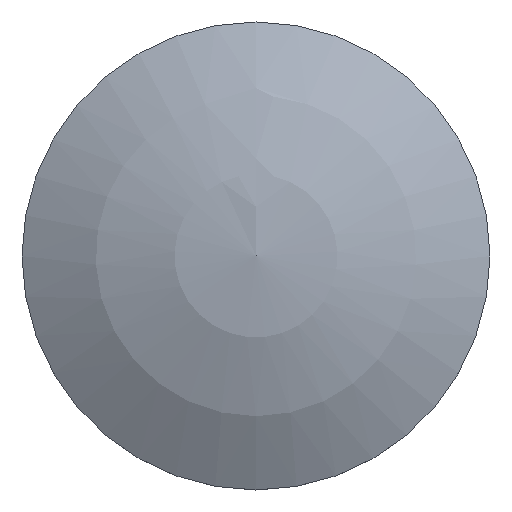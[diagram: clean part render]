
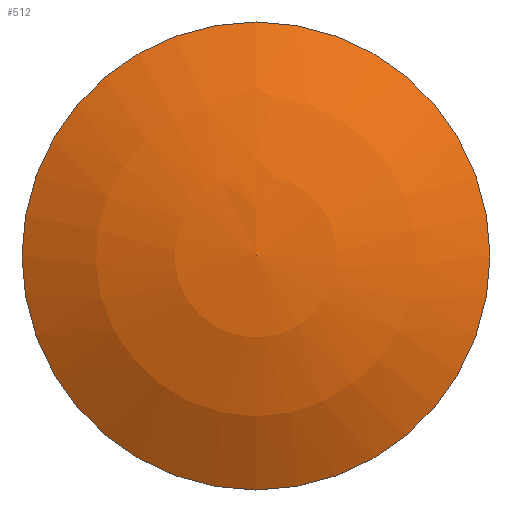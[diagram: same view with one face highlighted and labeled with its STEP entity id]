
A CAD part, top view. The second image highlights one B-rep face of the part: STEP entity #512.
In plain terms, the highlighted spherical face has radius 179.085 mm.
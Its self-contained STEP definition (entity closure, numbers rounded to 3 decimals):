
#512=ADVANCED_FACE('',(#590),#591,.T.);
#590=FACE_OUTER_BOUND('',#738,.T.);
#591=SPHERICAL_SURFACE('',#739,179.085);
#738=EDGE_LOOP('',(#916,#917));
#739=AXIS2_PLACEMENT_3D('',#918,#919,#920);
#916=ORIENTED_EDGE('',*,*,#1184,.F.);
#917=ORIENTED_EDGE('',*,*,#1185,.F.);
#918=CARTESIAN_POINT('',(0.0,0.0,-150.092));
#919=DIRECTION('',(0.0,0.0,1.0));
#920=DIRECTION('',(0.0,1.0,0.0));
#1184=EDGE_CURVE('',#1266,#1267,#1268,.T.);
#1185=EDGE_CURVE('',#1267,#1266,#1269,.T.);
#1266=VERTEX_POINT('',#1402);
#1267=VERTEX_POINT('',#1403);
#1268=CIRCLE('',#1404,92.197);
#1269=CIRCLE('',#1405,92.197);
#1402=CARTESIAN_POINT('',(0.,-92.197,3.438));
#1403=CARTESIAN_POINT('',(0.0,92.197,3.438));
#1404=AXIS2_PLACEMENT_3D('',#1552,#1553,#1554);
#1405=AXIS2_PLACEMENT_3D('',#1555,#1556,#1557);
#1552=CARTESIAN_POINT('',(0.0,0.0,3.438));
#1553=DIRECTION('',(0.0,0.0,-1.0));
#1554=DIRECTION('',(0.0,1.0,0.0));
#1555=CARTESIAN_POINT('',(0.0,0.0,3.438));
#1556=DIRECTION('',(0.0,0.0,-1.0));
#1557=DIRECTION('',(0.0,1.0,0.0));
